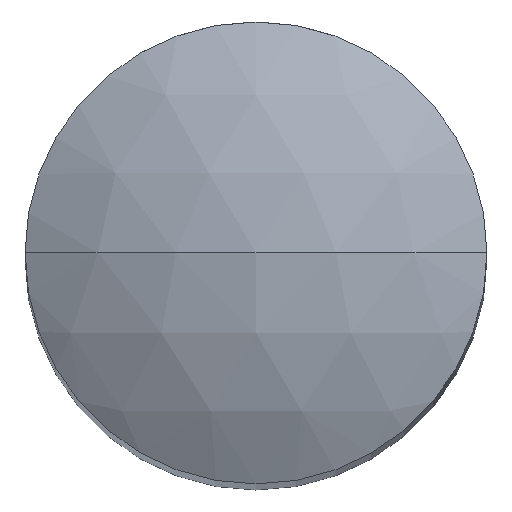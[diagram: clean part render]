
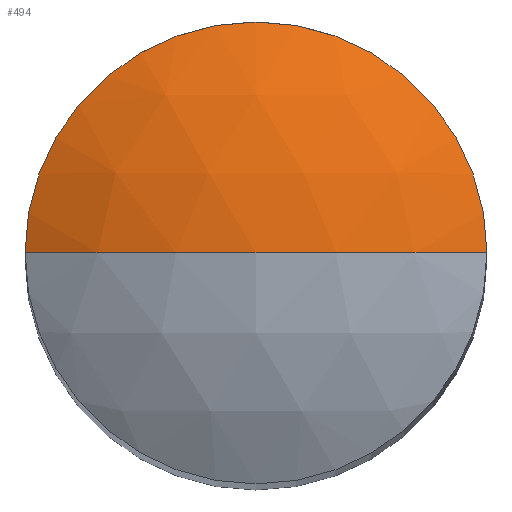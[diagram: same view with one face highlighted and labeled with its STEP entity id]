
A CAD part, top view. The second image highlights one B-rep face of the part: STEP entity #494.
In plain terms, the highlighted spherical face has radius 5 mm.
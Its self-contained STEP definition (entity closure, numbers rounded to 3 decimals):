
#18 = DIRECTION ( 'NONE',  ( 0., 0., 1. ) ) ;
#22 = DIRECTION ( 'NONE',  ( 0., 1., 0. ) ) ;
#25 = CARTESIAN_POINT ( 'NONE',  ( 0., 0., 15. ) ) ;
#45 = AXIS2_PLACEMENT_3D ( 'NONE', #514, #304, #588 ) ;
#79 = DIRECTION ( 'NONE',  ( 0., 0., -1. ) ) ;
#116 = EDGE_CURVE ( 'NONE', #186, #497, #693, .T. ) ;
#117 = CIRCLE ( 'NONE', #668, 5. ) ;
#139 = AXIS2_PLACEMENT_3D ( 'NONE', #228, #237, #231 ) ;
#159 = EDGE_CURVE ( 'NONE', #186, #816, #117, .T. ) ;
#178 = SPHERICAL_SURFACE ( 'NONE', #45, 5. ) ;
#186 = VERTEX_POINT ( 'NONE', #843 ) ;
#188 = ORIENTED_EDGE ( 'NONE', *, *, #398, .F. ) ;
#228 = CARTESIAN_POINT ( 'NONE',  ( 0., 0., 15. ) ) ;
#231 = DIRECTION ( 'NONE',  ( 1., 0., 0. ) ) ;
#237 = DIRECTION ( 'NONE',  ( 0., -1., 0. ) ) ;
#304 = DIRECTION ( 'NONE',  ( 0., -1., 0. ) ) ;
#334 = AXIS2_PLACEMENT_3D ( 'NONE', #507, #79, #578 ) ;
#398 = EDGE_CURVE ( 'NONE', #497, #816, #754, .T. ) ;
#465 = CARTESIAN_POINT ( 'NONE',  ( 2.5, 0., 19.33 ) ) ;
#494 = ADVANCED_FACE ( 'NONE', ( #583 ), #178, .T. ) ;
#497 = VERTEX_POINT ( 'NONE', #649 ) ;
#507 = CARTESIAN_POINT ( 'NONE',  ( 0., 0., 19.33 ) ) ;
#514 = CARTESIAN_POINT ( 'NONE',  ( 0., 0., 15. ) ) ;
#551 = ORIENTED_EDGE ( 'NONE', *, *, #159, .T. ) ;
#578 = DIRECTION ( 'NONE',  ( -1., 0., 0. ) ) ;
#583 = FACE_OUTER_BOUND ( 'NONE', #715, .T. ) ;
#588 = DIRECTION ( 'NONE',  ( 1., 0., 0. ) ) ;
#614 = ORIENTED_EDGE ( 'NONE', *, *, #116, .F. ) ;
#649 = CARTESIAN_POINT ( 'NONE',  ( -2.5, 0., 19.33 ) ) ;
#668 = AXIS2_PLACEMENT_3D ( 'NONE', #25, #22, #18 ) ;
#693 = CIRCLE ( 'NONE', #139, 5. ) ;
#715 = EDGE_LOOP ( 'NONE', ( #614, #551, #188 ) ) ;
#754 = CIRCLE ( 'NONE', #334, 2.5 ) ;
#816 = VERTEX_POINT ( 'NONE', #465 ) ;
#843 = CARTESIAN_POINT ( 'NONE',  ( 0., 0., 20. ) ) ;
